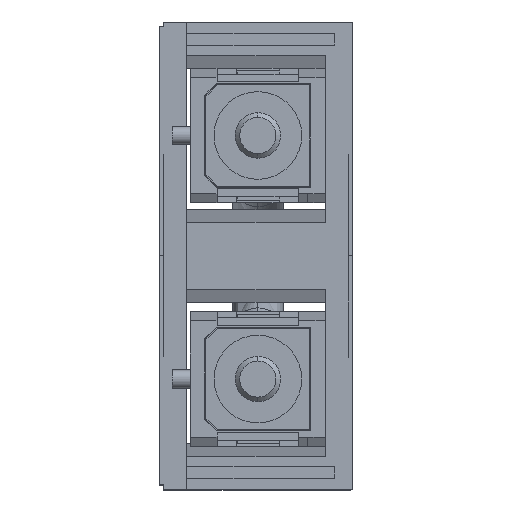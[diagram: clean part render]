
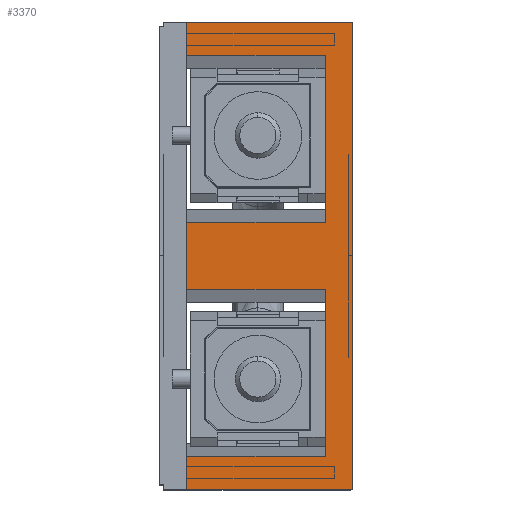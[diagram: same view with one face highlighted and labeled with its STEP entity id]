
A CAD part, left-side view. The second image highlights one B-rep face of the part: STEP entity #3370.
In plain terms, the highlighted face is planar.
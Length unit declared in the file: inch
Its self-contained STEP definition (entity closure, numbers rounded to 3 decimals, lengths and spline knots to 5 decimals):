
#3064 = VERTEX_POINT ( 'NONE', #12594 ) ;
#3066 = EDGE_CURVE ( 'NONE', #3067, #3064, #12593, .T. ) ;
#3067 = VERTEX_POINT ( 'NONE', #12589 ) ;
#3100 = VERTEX_POINT ( 'NONE', #12662 ) ;
#3116 = EDGE_CURVE ( 'NONE', #3140, #3067, #12637, .T. ) ;
#3125 = VERTEX_POINT ( 'NONE', #12682 ) ;
#3140 = VERTEX_POINT ( 'NONE', #12718 ) ;
#3143 = EDGE_CURVE ( 'NONE', #3144, #3145, #12717, .T. ) ;
#3144 = VERTEX_POINT ( 'NONE', #12713 ) ;
#3145 = VERTEX_POINT ( 'NONE', #12712 ) ;
#3168 = EDGE_CURVE ( 'NONE', #3169, #3100, #12742, .T. ) ;
#3169 = VERTEX_POINT ( 'NONE', #12738 ) ;
#3189 = EDGE_CURVE ( 'NONE', #3100, #3125, #12776, .T. ) ;
#3256 = VERTEX_POINT ( 'NONE', #12900 ) ;
#3258 = EDGE_CURVE ( 'NONE', #3259, #3256, #12899, .T. ) ;
#3259 = VERTEX_POINT ( 'NONE', #12895 ) ;
#3318 = EDGE_CURVE ( 'NONE', #3125, #3140, #12985, .T. ) ;
#3360 = ORIENTED_EDGE ( 'NONE', *, *, #3168, .T. ) ;
#3361 = ORIENTED_EDGE ( 'NONE', *, *, #3189, .T. ) ;
#3370 = ADVANCED_FACE ( 'NONE', ( #13103 ), #13102, .T. ) ;
#3371 = EDGE_LOOP ( 'NONE', ( #3372, #3374, #3432, #3435, #3438, #3440, #3441, #3360, #3361, #3420, #3421, #3422 ) ) ;
#3372 = ORIENTED_EDGE ( 'NONE', *, *, #3373, .F. ) ;
#3373 = EDGE_CURVE ( 'NONE', #3259, #3064, #13097, .T. ) ;
#3374 = ORIENTED_EDGE ( 'NONE', *, *, #3258, .T. ) ;
#3420 = ORIENTED_EDGE ( 'NONE', *, *, #3318, .T. ) ;
#3421 = ORIENTED_EDGE ( 'NONE', *, *, #3116, .T. ) ;
#3422 = ORIENTED_EDGE ( 'NONE', *, *, #3066, .T. ) ;
#3432 = ORIENTED_EDGE ( 'NONE', *, *, #3433, .T. ) ;
#3433 = EDGE_CURVE ( 'NONE', #3256, #3434, #13255, .T. ) ;
#3434 = VERTEX_POINT ( 'NONE', #13251 ) ;
#3435 = ORIENTED_EDGE ( 'NONE', *, *, #3436, .F. ) ;
#3436 = EDGE_CURVE ( 'NONE', #3437, #3434, #13250, .T. ) ;
#3437 = VERTEX_POINT ( 'NONE', #13246 ) ;
#3438 = ORIENTED_EDGE ( 'NONE', *, *, #3439, .F. ) ;
#3439 = EDGE_CURVE ( 'NONE', #3144, #3437, #13245, .T. ) ;
#3440 = ORIENTED_EDGE ( 'NONE', *, *, #3143, .T. ) ;
#3441 = ORIENTED_EDGE ( 'NONE', *, *, #3442, .T. ) ;
#3442 = EDGE_CURVE ( 'NONE', #3145, #3169, #13241, .T. ) ;
#12589 = CARTESIAN_POINT ( 'NONE',  ( 0., 0., 0. ) ) ;
#12590 = DIRECTION ( 'NONE',  ( 0., 0., -1. ) ) ;
#12591 = VECTOR ( 'NONE', #12590, 39.37008 ) ;
#12592 = CARTESIAN_POINT ( 'NONE',  ( 0., 0., -0.1 ) ) ;
#12593 = LINE ( 'NONE', #12592, #12591 ) ;
#12594 = CARTESIAN_POINT ( 'NONE',  ( 0., 0., -0.073 ) ) ;
#12633 = DIRECTION ( 'NONE',  ( 0., -1., 0. ) ) ;
#12634 = VECTOR ( 'NONE', #12633, 39.37008 ) ;
#12635 = CARTESIAN_POINT ( 'NONE',  ( 0., 0., 0. ) ) ;
#12637 = LINE ( 'NONE', #12635, #12634 ) ;
#12662 = CARTESIAN_POINT ( 'NONE',  ( 0., 0., -1.014 ) ) ;
#12682 = CARTESIAN_POINT ( 'NONE',  ( 0., 0.36, -1.014 ) ) ;
#12712 = CARTESIAN_POINT ( 'NONE',  ( 0., 0.3, -0.941 ) ) ;
#12713 = CARTESIAN_POINT ( 'NONE',  ( 0., 0.3, -0.58 ) ) ;
#12714 = DIRECTION ( 'NONE',  ( 0., 0., -1. ) ) ;
#12715 = VECTOR ( 'NONE', #12714, 39.37008 ) ;
#12716 = CARTESIAN_POINT ( 'NONE',  ( 0., 0.3, -0.914 ) ) ;
#12717 = LINE ( 'NONE', #12716, #12715 ) ;
#12718 = CARTESIAN_POINT ( 'NONE',  ( 0., 0.36, 0. ) ) ;
#12738 = CARTESIAN_POINT ( 'NONE',  ( 0., 0., -0.941 ) ) ;
#12739 = DIRECTION ( 'NONE',  ( 0., 0., -1. ) ) ;
#12740 = VECTOR ( 'NONE', #12739, 39.37008 ) ;
#12741 = CARTESIAN_POINT ( 'NONE',  ( 0., 0., -1.014 ) ) ;
#12742 = LINE ( 'NONE', #12741, #12740 ) ;
#12773 = DIRECTION ( 'NONE',  ( 0., 1., 0. ) ) ;
#12774 = VECTOR ( 'NONE', #12773, 39.37008 ) ;
#12775 = CARTESIAN_POINT ( 'NONE',  ( 0., 0.36, -1.014 ) ) ;
#12776 = LINE ( 'NONE', #12775, #12774 ) ;
#12895 = CARTESIAN_POINT ( 'NONE',  ( 0., 0.3, -0.073 ) ) ;
#12896 = DIRECTION ( 'NONE',  ( 0., 0., -1. ) ) ;
#12897 = VECTOR ( 'NONE', #12896, 39.37008 ) ;
#12898 = CARTESIAN_POINT ( 'NONE',  ( 0., 0.3, -0.914 ) ) ;
#12899 = LINE ( 'NONE', #12898, #12897 ) ;
#12900 = CARTESIAN_POINT ( 'NONE',  ( 0., 0.3, -0.434 ) ) ;
#12982 = DIRECTION ( 'NONE',  ( 0., 0., 1. ) ) ;
#12983 = VECTOR ( 'NONE', #12982, 39.37008 ) ;
#12984 = CARTESIAN_POINT ( 'NONE',  ( 0., 0.36, 0. ) ) ;
#12985 = LINE ( 'NONE', #12984, #12983 ) ;
#13094 = DIRECTION ( 'NONE',  ( 0., -1., 0. ) ) ;
#13095 = VECTOR ( 'NONE', #13094, 39.37008 ) ;
#13096 = CARTESIAN_POINT ( 'NONE',  ( 0., 0.3, -0.073 ) ) ;
#13097 = LINE ( 'NONE', #13096, #13095 ) ;
#13098 = DIRECTION ( 'NONE',  ( 0., 0., -1. ) ) ;
#13099 = DIRECTION ( 'NONE',  ( 1., 0., 0. ) ) ;
#13100 = CARTESIAN_POINT ( 'NONE',  ( 0., 0., -0.1 ) ) ;
#13101 = AXIS2_PLACEMENT_3D ( 'NONE', #13100, #13099, #13098 ) ;
#13102 = PLANE ( 'NONE',  #13101 ) ;
#13103 = FACE_OUTER_BOUND ( 'NONE', #3371, .T. ) ;
#13238 = DIRECTION ( 'NONE',  ( 0., -1., 0. ) ) ;
#13239 = VECTOR ( 'NONE', #13238, 39.37008 ) ;
#13240 = CARTESIAN_POINT ( 'NONE',  ( 0., 0.3, -0.941 ) ) ;
#13241 = LINE ( 'NONE', #13240, #13239 ) ;
#13242 = DIRECTION ( 'NONE',  ( 0., -1., 0. ) ) ;
#13243 = VECTOR ( 'NONE', #13242, 39.37008 ) ;
#13244 = CARTESIAN_POINT ( 'NONE',  ( 0., 0.3, -0.58 ) ) ;
#13245 = LINE ( 'NONE', #13244, #13243 ) ;
#13246 = CARTESIAN_POINT ( 'NONE',  ( 0., 0., -0.58 ) ) ;
#13247 = DIRECTION ( 'NONE',  ( 0., 0., 1. ) ) ;
#13248 = VECTOR ( 'NONE', #13247, 39.37008 ) ;
#13249 = CARTESIAN_POINT ( 'NONE',  ( 0., 0., -0.407 ) ) ;
#13250 = LINE ( 'NONE', #13249, #13248 ) ;
#13251 = CARTESIAN_POINT ( 'NONE',  ( 0., 0., -0.434 ) ) ;
#13252 = DIRECTION ( 'NONE',  ( 0., -1., 0. ) ) ;
#13253 = VECTOR ( 'NONE', #13252, 39.37008 ) ;
#13254 = CARTESIAN_POINT ( 'NONE',  ( 0., 0.3, -0.434 ) ) ;
#13255 = LINE ( 'NONE', #13254, #13253 ) ;
